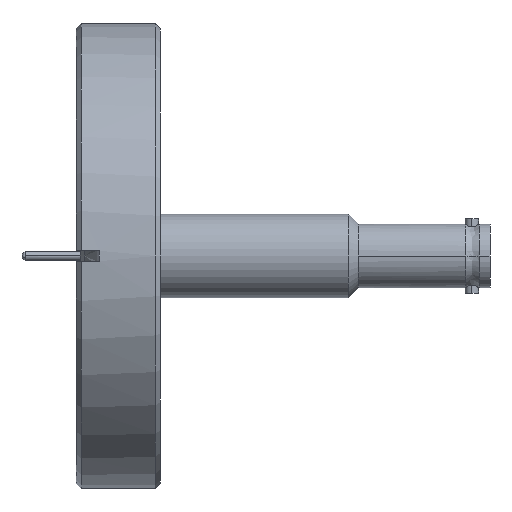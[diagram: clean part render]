
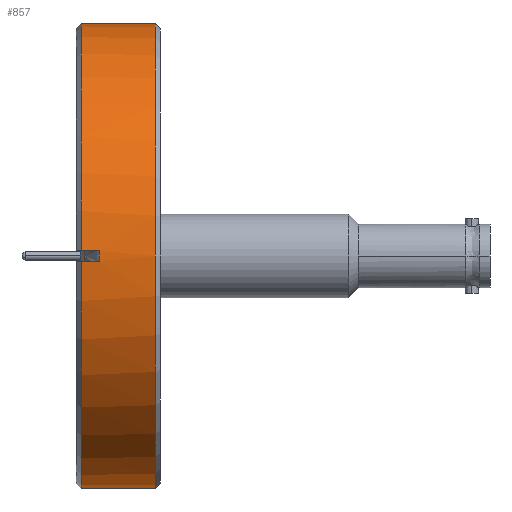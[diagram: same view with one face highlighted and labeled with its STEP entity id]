
A CAD part, left-side view. The second image highlights one B-rep face of the part: STEP entity #857.
In plain terms, the highlighted cylindrical face has radius 34.925 mm (diameter 69.85 mm), a partial arc.
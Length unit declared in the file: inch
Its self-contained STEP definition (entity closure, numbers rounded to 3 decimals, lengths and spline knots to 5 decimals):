
#28 = DIRECTION ( 'NONE',  ( 0., 1., 0. ) ) ;
#30 = CARTESIAN_POINT ( 'NONE',  ( 0., 0., -1.375 ) ) ;
#38 = LINE ( 'NONE', #30, #3963 ) ;
#56 = EDGE_CURVE ( 'NONE', #4026, #668, #2868, .T. ) ;
#57 = EDGE_CURVE ( 'NONE', #668, #761, #3672, .T. ) ;
#58 = EDGE_CURVE ( 'NONE', #729, #761, #2861, .T. ) ;
#59 = EDGE_CURVE ( 'NONE', #729, #4028, #3391, .T. ) ;
#61 = EDGE_CURVE ( 'NONE', #4037, #4035, #3389, .T. ) ;
#437 = EDGE_CURVE ( 'NONE', #4027, #4026, #3372, .T. ) ;
#451 = EDGE_CURVE ( 'NONE', #4037, #4027, #38, .T. ) ;
#618 = EDGE_CURVE ( 'NONE', #4035, #4028, #1416, .T. ) ;
#668 = VERTEX_POINT ( 'NONE', #2394 ) ;
#729 = VERTEX_POINT ( 'NONE', #2341 ) ;
#756 = ORIENTED_EDGE ( 'NONE', *, *, #58, .T. ) ;
#761 = VERTEX_POINT ( 'NONE', #2506 ) ;
#779 = ORIENTED_EDGE ( 'NONE', *, *, #61, .T. ) ;
#781 = ORIENTED_EDGE ( 'NONE', *, *, #451, .F. ) ;
#787 = ORIENTED_EDGE ( 'NONE', *, *, #437, .F. ) ;
#798 = ORIENTED_EDGE ( 'NONE', *, *, #618, .T. ) ;
#800 = ORIENTED_EDGE ( 'NONE', *, *, #59, .F. ) ;
#808 = ORIENTED_EDGE ( 'NONE', *, *, #56, .F. ) ;
#812 = ORIENTED_EDGE ( 'NONE', *, *, #57, .F. ) ;
#857 = ADVANCED_FACE ( 'NONE', ( #3109 ), #3142, .T. ) ;
#1414 = DIRECTION ( 'NONE',  ( 0., 1., 0. ) ) ;
#1415 = CARTESIAN_POINT ( 'NONE',  ( 0., 0., 1.375 ) ) ;
#1416 = LINE ( 'NONE', #1415, #3902 ) ;
#2061 = CARTESIAN_POINT ( 'NONE',  ( -1.37465, 0.021, -0.031 ) ) ;
#2062 = CARTESIAN_POINT ( 'NONE',  ( 0., 0.021, -1.375 ) ) ;
#2063 = CARTESIAN_POINT ( 'NONE',  ( 0., 0.021, 1.375 ) ) ;
#2070 = CARTESIAN_POINT ( 'NONE',  ( 0., -0.419, 1.375 ) ) ;
#2072 = CARTESIAN_POINT ( 'NONE',  ( 0., -0.419, -1.375 ) ) ;
#2341 = CARTESIAN_POINT ( 'NONE',  ( -1.37465, 0.021, 0.031 ) ) ;
#2394 = CARTESIAN_POINT ( 'NONE',  ( -1.37465, -0.08748, -0.031 ) ) ;
#2506 = CARTESIAN_POINT ( 'NONE',  ( -1.37465, -0.08748, 0.031 ) ) ;
#2848 = DIRECTION ( 'NONE',  ( 0., 0., 1. ) ) ;
#2849 = DIRECTION ( 'NONE',  ( 0., 1., 0. ) ) ;
#2850 = CARTESIAN_POINT ( 'NONE',  ( 0., -0.419, 0. ) ) ;
#2853 = DIRECTION ( 'NONE',  ( 0., 0., 1. ) ) ;
#2854 = DIRECTION ( 'NONE',  ( 0., 1., 0. ) ) ;
#2855 = CARTESIAN_POINT ( 'NONE',  ( 0., 0.021, 0. ) ) ;
#2857 = DIRECTION ( 'NONE',  ( 0., -1., 0. ) ) ;
#2859 = CARTESIAN_POINT ( 'NONE',  ( -1.37465, 0., 0.031 ) ) ;
#2860 = CARTESIAN_POINT ( 'NONE',  ( -1.37465, -0.08748, 0.031 ) ) ;
#2861 = LINE ( 'NONE', #2859, #3426 ) ;
#2862 = CARTESIAN_POINT ( 'NONE',  ( -1.37465, -0.08748, -0.031 ) ) ;
#2863 = DIRECTION ( 'NONE',  ( 0., -1., 0. ) ) ;
#2864 = CARTESIAN_POINT ( 'NONE',  ( -1.37512, -0.08752, -0.01035 ) ) ;
#2865 = CARTESIAN_POINT ( 'NONE',  ( -1.37465, 0., -0.031 ) ) ;
#2868 = LINE ( 'NONE', #2865, #3420 ) ;
#2869 = CARTESIAN_POINT ( 'NONE',  ( -1.37512, -0.08752, 0.01032 ) ) ;
#2985 = DIRECTION ( 'NONE',  ( 0., 0., 1. ) ) ;
#2986 = DIRECTION ( 'NONE',  ( 0., 1., 0. ) ) ;
#2987 = CARTESIAN_POINT ( 'NONE',  ( 0., 0.021, 0. ) ) ;
#3109 = FACE_OUTER_BOUND ( 'NONE', #4147, .T. ) ;
#3118 = DIRECTION ( 'NONE',  ( 0., 1., 0. ) ) ;
#3140 = CARTESIAN_POINT ( 'NONE',  ( 0., 0., 0. ) ) ;
#3142 = CYLINDRICAL_SURFACE ( 'NONE', #3725, 1.375 ) ;
#3144 = DIRECTION ( 'NONE',  ( 0., 0., 1. ) ) ;
#3372 = CIRCLE ( 'NONE', #3964, 1.375 ) ;
#3389 = CIRCLE ( 'NONE', #3390, 1.375 ) ;
#3390 = AXIS2_PLACEMENT_3D ( 'NONE', #2850, #2849, #2848 ) ;
#3391 = CIRCLE ( 'NONE', #3401, 1.375 ) ;
#3401 = AXIS2_PLACEMENT_3D ( 'NONE', #2855, #2854, #2853 ) ;
#3420 = VECTOR ( 'NONE', #2863, 39.37008 ) ;
#3426 = VECTOR ( 'NONE', #2857, 39.37008 ) ;
#3672 = B_SPLINE_CURVE_WITH_KNOTS ( 'NONE', 3,
 ( #2862, #2864, #2869, #2860 ),
 .UNSPECIFIED., .F., .F.,
 ( 4, 4 ),
 ( 0.11473, 0.1163 ),
 .UNSPECIFIED. ) ;
#3725 = AXIS2_PLACEMENT_3D ( 'NONE', #3140, #3118, #3144 ) ;
#3902 = VECTOR ( 'NONE', #1414, 39.37008 ) ;
#3963 = VECTOR ( 'NONE', #28, 39.37008 ) ;
#3964 = AXIS2_PLACEMENT_3D ( 'NONE', #2987, #2986, #2985 ) ;
#4026 = VERTEX_POINT ( 'NONE', #2061 ) ;
#4027 = VERTEX_POINT ( 'NONE', #2062 ) ;
#4028 = VERTEX_POINT ( 'NONE', #2063 ) ;
#4035 = VERTEX_POINT ( 'NONE', #2070 ) ;
#4037 = VERTEX_POINT ( 'NONE', #2072 ) ;
#4147 = EDGE_LOOP ( 'NONE', ( #781, #779, #798, #800, #756, #812, #808, #787 ) ) ;
